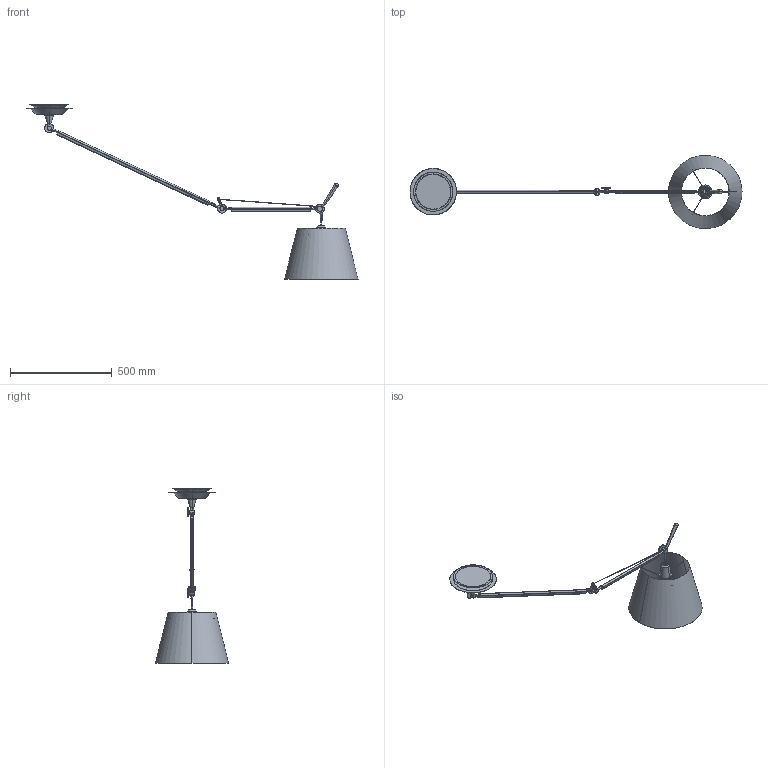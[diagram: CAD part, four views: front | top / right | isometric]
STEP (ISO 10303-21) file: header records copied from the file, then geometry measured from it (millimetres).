
FILE_DESCRIPTION(/* description */ (''),/* implementation_level */ '2;1');
FILE_NAME(/* name */ 'tolomeo_decentrata_sospensione_cappello 36',/* time_stamp */ '2023-12-06T12:47:34+01:00',/* author */ (''),/* organization */ (''),/* preprocessor_version */ 'ST-DEVELOPER v16.5',/* originating_system */ 'Rhino 7.34',/* authorisation */ '');
FILE_SCHEMA (('AUTOMOTIVE_DESIGN'));
Length unit declared in the file: millimetre
Products named in the file (4): Document; Blocco 04; Blocco 02; Blocco 01
Assembly tree (3 placements, depth 2):
  Document
    Blocco 04
    Blocco 02
    Blocco 01
Bounding box: 1627.93 x 358.79 x 856.94 mm (x, y, z)
Volume: 240164 mm3; surface area: 748860.8 mm2
Topology: 1 solids, 310 shells, 358 faces, 1639 edges, 1566 vertices
Faces by surface type: cylinder 186, bspline 116, plane 56
Entity records: 22628 total; most frequent: CARTESIAN_POINT 14214, ORIENTED_EDGE 1713, EDGE_CURVE 1616, VERTEX_POINT 1562, B_SPLINE_CURVE_WITH_KNOTS 588, EDGE_LOOP 389, ADVANCED_FACE 358, FACE_OUTER_BOUND 358
